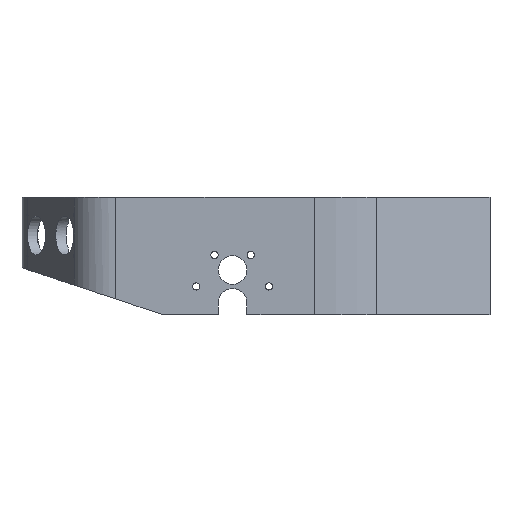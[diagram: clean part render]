
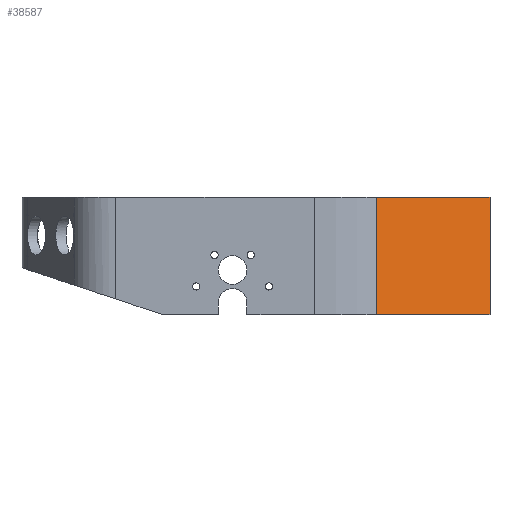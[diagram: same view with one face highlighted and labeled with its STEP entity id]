
A CAD part, left-side view. The second image highlights one B-rep face of the part: STEP entity #38587.
In plain terms, the highlighted planar face has unit normal (-0.897, -0.441, 0).
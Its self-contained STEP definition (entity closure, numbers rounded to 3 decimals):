
#19572 = PLANE('',#19573);
#19573 = AXIS2_PLACEMENT_3D('',#19574,#19575,#19576);
#19574 = CARTESIAN_POINT('',(-50.441,5.858,55.));
#19575 = DIRECTION('',(0.,0.,1.));
#19576 = DIRECTION('',(1.,0.,0.));
#28249 = VERTEX_POINT('',#28250);
#28250 = CARTESIAN_POINT('',(-93.851,-51.46,55.));
#28265 = CYLINDRICAL_SURFACE('',#28266,60.);
#28266 = AXIS2_PLACEMENT_3D('',#28267,#28268,#28269);
#28267 = CARTESIAN_POINT('',(-40.,-25.,5.));
#28268 = DIRECTION('',(-0.,-0.,-1.));
#28269 = DIRECTION('',(1.,0.,0.));
#28277 = EDGE_CURVE('',#28249,#28278,#28280,.T.);
#28278 = VERTEX_POINT('',#28279);
#28279 = CARTESIAN_POINT('',(-70.,-100.,55.));
#28280 = SURFACE_CURVE('',#28281,(#28285,#28292),.PCURVE_S1.);
#28281 = LINE('',#28282,#28283);
#28282 = CARTESIAN_POINT('',(-93.851,-51.46,55.));
#28283 = VECTOR('',#28284,1.);
#28284 = DIRECTION('',(0.441,-0.898,0.));
#28285 = PCURVE('',#19572,#28286);
#28286 = DEFINITIONAL_REPRESENTATION('',(#28287),#28291);
#28287 = LINE('',#28288,#28289);
#28288 = CARTESIAN_POINT('',(-43.409,-57.318));
#28289 = VECTOR('',#28290,1.);
#28290 = DIRECTION('',(0.441,-0.898));
#28291 = ( GEOMETRIC_REPRESENTATION_CONTEXT(2) 
PARAMETRIC_REPRESENTATION_CONTEXT() REPRESENTATION_CONTEXT('2D SPACE',''
  ) );
#28292 = PCURVE('',#28293,#28298);
#28293 = PLANE('',#28294);
#28294 = AXIS2_PLACEMENT_3D('',#28295,#28296,#28297);
#28295 = CARTESIAN_POINT('',(-93.851,-51.46,5.));
#28296 = DIRECTION('',(0.898,0.441,0.));
#28297 = DIRECTION('',(0.441,-0.898,0.));
#28298 = DEFINITIONAL_REPRESENTATION('',(#28299),#28303);
#28299 = LINE('',#28300,#28301);
#28300 = CARTESIAN_POINT('',(0.,-50.));
#28301 = VECTOR('',#28302,1.);
#28302 = DIRECTION('',(1.,0.));
#28303 = ( GEOMETRIC_REPRESENTATION_CONTEXT(2) 
PARAMETRIC_REPRESENTATION_CONTEXT() REPRESENTATION_CONTEXT('2D SPACE',''
  ) );
#28321 = PLANE('',#28322);
#28322 = AXIS2_PLACEMENT_3D('',#28323,#28324,#28325);
#28323 = CARTESIAN_POINT('',(-70.,-100.,5.));
#28324 = DIRECTION('',(0.,1.,0.));
#28325 = DIRECTION('',(1.,0.,0.));
#35544 = PLANE('',#35545);
#35545 = AXIS2_PLACEMENT_3D('',#35546,#35547,#35548);
#35546 = CARTESIAN_POINT('',(-50.441,5.858,5.));
#35547 = DIRECTION('',(0.,0.,1.));
#35548 = DIRECTION('',(1.,0.,0.));
#38472 = EDGE_CURVE('',#38473,#28278,#38475,.T.);
#38473 = VERTEX_POINT('',#38474);
#38474 = CARTESIAN_POINT('',(-70.,-100.,5.));
#38475 = SURFACE_CURVE('',#38476,(#38480,#38487),.PCURVE_S1.);
#38476 = LINE('',#38477,#38478);
#38477 = CARTESIAN_POINT('',(-70.,-100.,5.));
#38478 = VECTOR('',#38479,1.);
#38479 = DIRECTION('',(0.,0.,1.));
#38480 = PCURVE('',#28321,#38481);
#38481 = DEFINITIONAL_REPRESENTATION('',(#38482),#38486);
#38482 = LINE('',#38483,#38484);
#38483 = CARTESIAN_POINT('',(0.,0.));
#38484 = VECTOR('',#38485,1.);
#38485 = DIRECTION('',(0.,-1.));
#38486 = ( GEOMETRIC_REPRESENTATION_CONTEXT(2) 
PARAMETRIC_REPRESENTATION_CONTEXT() REPRESENTATION_CONTEXT('2D SPACE',''
  ) );
#38487 = PCURVE('',#28293,#38488);
#38488 = DEFINITIONAL_REPRESENTATION('',(#38489),#38493);
#38489 = LINE('',#38490,#38491);
#38490 = CARTESIAN_POINT('',(54.083,0.));
#38491 = VECTOR('',#38492,1.);
#38492 = DIRECTION('',(0.,-1.));
#38493 = ( GEOMETRIC_REPRESENTATION_CONTEXT(2) 
PARAMETRIC_REPRESENTATION_CONTEXT() REPRESENTATION_CONTEXT('2D SPACE',''
  ) );
#38587 = ADVANCED_FACE('',(#38588),#28293,.F.);
#38588 = FACE_BOUND('',#38589,.F.);
#38589 = EDGE_LOOP('',(#38590,#38613,#38614,#38615));
#38590 = ORIENTED_EDGE('',*,*,#38591,.T.);
#38591 = EDGE_CURVE('',#38592,#28249,#38594,.T.);
#38592 = VERTEX_POINT('',#38593);
#38593 = CARTESIAN_POINT('',(-93.851,-51.46,5.));
#38594 = SURFACE_CURVE('',#38595,(#38599,#38606),.PCURVE_S1.);
#38595 = LINE('',#38596,#38597);
#38596 = CARTESIAN_POINT('',(-93.851,-51.46,5.));
#38597 = VECTOR('',#38598,1.);
#38598 = DIRECTION('',(0.,0.,1.));
#38599 = PCURVE('',#28293,#38600);
#38600 = DEFINITIONAL_REPRESENTATION('',(#38601),#38605);
#38601 = LINE('',#38602,#38603);
#38602 = CARTESIAN_POINT('',(0.,0.));
#38603 = VECTOR('',#38604,1.);
#38604 = DIRECTION('',(0.,-1.));
#38605 = ( GEOMETRIC_REPRESENTATION_CONTEXT(2) 
PARAMETRIC_REPRESENTATION_CONTEXT() REPRESENTATION_CONTEXT('2D SPACE',''
  ) );
#38606 = PCURVE('',#28265,#38607);
#38607 = DEFINITIONAL_REPRESENTATION('',(#38608),#38612);
#38608 = LINE('',#38609,#38610);
#38609 = CARTESIAN_POINT('',(-3.598,0.));
#38610 = VECTOR('',#38611,1.);
#38611 = DIRECTION('',(-0.,-1.));
#38612 = ( GEOMETRIC_REPRESENTATION_CONTEXT(2) 
PARAMETRIC_REPRESENTATION_CONTEXT() REPRESENTATION_CONTEXT('2D SPACE',''
  ) );
#38613 = ORIENTED_EDGE('',*,*,#28277,.T.);
#38614 = ORIENTED_EDGE('',*,*,#38472,.F.);
#38615 = ORIENTED_EDGE('',*,*,#38616,.F.);
#38616 = EDGE_CURVE('',#38592,#38473,#38617,.T.);
#38617 = SURFACE_CURVE('',#38618,(#38622,#38629),.PCURVE_S1.);
#38618 = LINE('',#38619,#38620);
#38619 = CARTESIAN_POINT('',(-93.851,-51.46,5.));
#38620 = VECTOR('',#38621,1.);
#38621 = DIRECTION('',(0.441,-0.898,0.));
#38622 = PCURVE('',#28293,#38623);
#38623 = DEFINITIONAL_REPRESENTATION('',(#38624),#38628);
#38624 = LINE('',#38625,#38626);
#38625 = CARTESIAN_POINT('',(0.,0.));
#38626 = VECTOR('',#38627,1.);
#38627 = DIRECTION('',(1.,0.));
#38628 = ( GEOMETRIC_REPRESENTATION_CONTEXT(2) 
PARAMETRIC_REPRESENTATION_CONTEXT() REPRESENTATION_CONTEXT('2D SPACE',''
  ) );
#38629 = PCURVE('',#35544,#38630);
#38630 = DEFINITIONAL_REPRESENTATION('',(#38631),#38635);
#38631 = LINE('',#38632,#38633);
#38632 = CARTESIAN_POINT('',(-43.409,-57.318));
#38633 = VECTOR('',#38634,1.);
#38634 = DIRECTION('',(0.441,-0.898));
#38635 = ( GEOMETRIC_REPRESENTATION_CONTEXT(2) 
PARAMETRIC_REPRESENTATION_CONTEXT() REPRESENTATION_CONTEXT('2D SPACE',''
  ) );
